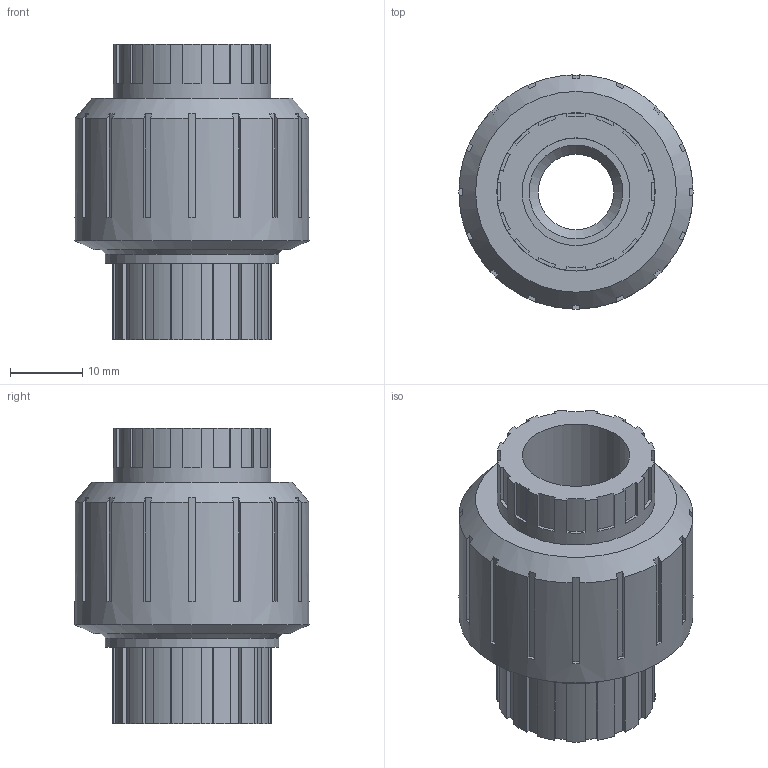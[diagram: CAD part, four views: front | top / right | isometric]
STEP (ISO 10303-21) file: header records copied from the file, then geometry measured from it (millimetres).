
FILE_DESCRIPTION(/* description */ (''),/* implementation_level */ '2;1');
FILE_NAME(/* name */ 'BFV038E.iam.stp',/* time_stamp */ '2013-10-01T14:58:35+02:00',/* author */ ('bfaro'),/* organization */ (''),/* preprocessor_version */ 'ST-DEVELOPER v15.2',/* originating_system */ 'Autodesk Inventor 2014',/* authorisation */ '');
FILE_SCHEMA (('AUTOMOTIVE_DESIGN { 1 0 10303 214 3 1 1 }'));
Length unit declared in the file: millimetre
Products named in the file (4): QBFV038; FBFV038; EFV034; BFV038E
Bounding box: 32.5 x 32.5 x 41 mm (x, y, z)
Volume: 18734.5 mm3; surface area: 11264.1 mm2
Topology: 3 solids, 3 shells, 224 faces, 628 edges, 417 vertices
Faces by surface type: plane 141, cylinder 78, cone 5
Full cylindrical faces by diameter (mm): 10.5 x1, 12 x1, 13.6 x1, 14.95 x2, 20.2 x1, 21.9 x1, 22 x1, 24 x1, 24.117 x2, 26.441 x1, 27.2 x1, 32.5 x1
Entity records: 7212 total; most frequent: CARTESIAN_POINT 1313, DIRECTION 1256, ORIENTED_EDGE 1210, EDGE_CURVE 605, AXIS2_PLACEMENT_3D 452, VERTEX_POINT 413, LINE 352, VECTOR 352
